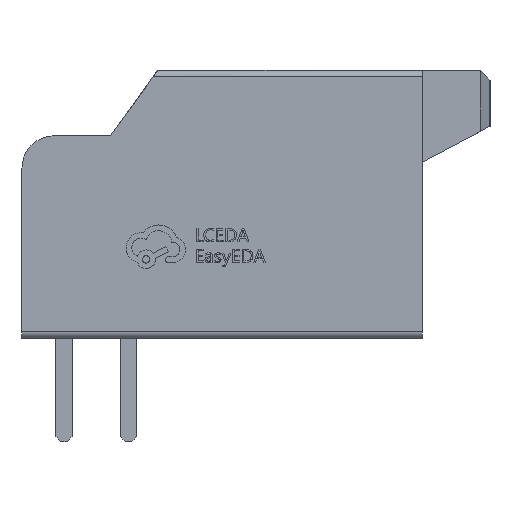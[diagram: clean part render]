
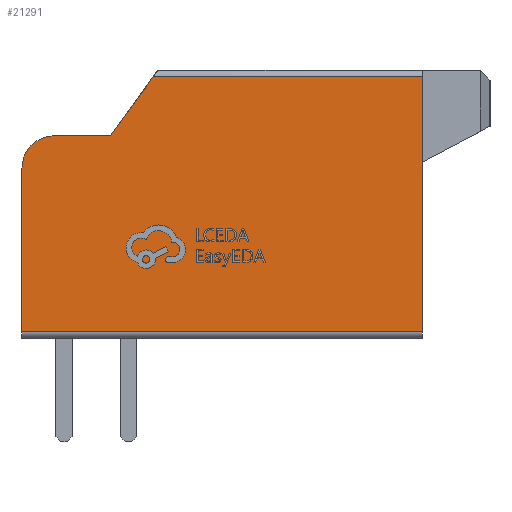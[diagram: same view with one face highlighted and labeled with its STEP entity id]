
A CAD part, left-side view. The second image highlights one B-rep face of the part: STEP entity #21291.
In plain terms, the highlighted planar face has unit normal (-1, 0, 0).
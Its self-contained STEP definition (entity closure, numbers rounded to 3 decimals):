
#325 = VECTOR ( 'NONE', #21701, 1000. ) ;
#661 = VECTOR ( 'NONE', #13037, 1000. ) ;
#944 = CARTESIAN_POINT ( 'NONE',  ( -8., -10.1, 0. ) ) ;
#1175 = DIRECTION ( 'NONE',  ( 0., 1., 0. ) ) ;
#1322 = DIRECTION ( 'NONE',  ( -1., 0., 0. ) ) ;
#1771 = CARTESIAN_POINT ( 'NONE',  ( -8., -1.909, 8.1 ) ) ;
#1862 = VERTEX_POINT ( 'NONE', #6575 ) ;
#3331 = PLANE ( 'NONE',  #13458 ) ;
#3554 = CIRCLE ( 'NONE', #4930, 1. ) ;
#3775 = VECTOR ( 'NONE', #24133, 1000. ) ;
#3836 = VERTEX_POINT ( 'NONE', #6052 ) ;
#4930 = AXIS2_PLACEMENT_3D ( 'NONE', #25640, #1322, #1175 ) ;
#5765 = DIRECTION ( 'NONE',  ( 1., 0., 0. ) ) ;
#6052 = CARTESIAN_POINT ( 'NONE',  ( -8., 2.3, 5.275 ) ) ;
#6053 = CARTESIAN_POINT ( 'NONE',  ( -8., 2.3, 6.275 ) ) ;
#6496 = CARTESIAN_POINT ( 'NONE',  ( -8., -10.1, 0.2 ) ) ;
#6575 = CARTESIAN_POINT ( 'NONE',  ( -8., 1.3, 6.275 ) ) ;
#7283 = DIRECTION ( 'NONE',  ( 0., 0., 1. ) ) ;
#8389 = EDGE_CURVE ( 'NONE', #15715, #1862, #15452, .T. ) ;
#8708 = LINE ( 'NONE', #10746, #26637 ) ;
#9689 = ORIENTED_EDGE ( 'NONE', *, *, #26952, .T. ) ;
#9980 = CARTESIAN_POINT ( 'NONE',  ( -8., 2.3, 8.3 ) ) ;
#10496 = ORIENTED_EDGE ( 'NONE', *, *, #27322, .T. ) ;
#10746 = CARTESIAN_POINT ( 'NONE',  ( -8., -0.441, 6.275 ) ) ;
#12293 = DIRECTION ( 'NONE',  ( 0., 1., 0. ) ) ;
#12372 = VECTOR ( 'NONE', #17216, 1000. ) ;
#12879 = CARTESIAN_POINT ( 'NONE',  ( -8., 2.3, 8.3 ) ) ;
#12991 = LINE ( 'NONE', #28501, #3775 ) ;
#13037 = DIRECTION ( 'NONE',  ( 0., 1., 0. ) ) ;
#13458 = AXIS2_PLACEMENT_3D ( 'NONE', #9980, #5765, #12293 ) ;
#14334 = FACE_OUTER_BOUND ( 'NONE', #23420, .T. ) ;
#14410 = LINE ( 'NONE', #944, #27608 ) ;
#15075 = LINE ( 'NONE', #12879, #325 ) ;
#15108 = DIRECTION ( 'NONE',  ( 0., 0.587, -0.81 ) ) ;
#15452 = LINE ( 'NONE', #6053, #12372 ) ;
#15715 = VERTEX_POINT ( 'NONE', #25843 ) ;
#15979 = EDGE_CURVE ( 'NONE', #19381, #19702, #23751, .T. ) ;
#17216 = DIRECTION ( 'NONE',  ( 0., 1., 0. ) ) ;
#18375 = EDGE_CURVE ( 'NONE', #21833, #19381, #14410, .T. ) ;
#18664 = ORIENTED_EDGE ( 'NONE', *, *, #8389, .T. ) ;
#19364 = ORIENTED_EDGE ( 'NONE', *, *, #22106, .T. ) ;
#19381 = VERTEX_POINT ( 'NONE', #25233 ) ;
#19702 = VERTEX_POINT ( 'NONE', #26301 ) ;
#20764 = ORIENTED_EDGE ( 'NONE', *, *, #15979, .T. ) ;
#20856 = ORIENTED_EDGE ( 'NONE', *, *, #18375, .T. ) ;
#21291 = ADVANCED_FACE ( 'NONE', ( #14334 ), #3331, .F. ) ;
#21701 = DIRECTION ( 'NONE',  ( 0., 0., -1. ) ) ;
#21833 = VERTEX_POINT ( 'NONE', #6496 ) ;
#22106 = EDGE_CURVE ( 'NONE', #26872, #21833, #12991, .T. ) ;
#23420 = EDGE_LOOP ( 'NONE', ( #10496, #19364, #20856, #20764, #9689, #18664, #25898 ) ) ;
#23751 = LINE ( 'NONE', #1771, #661 ) ;
#24133 = DIRECTION ( 'NONE',  ( 0., -1., 0. ) ) ;
#25233 = CARTESIAN_POINT ( 'NONE',  ( -8., -10.1, 8.1 ) ) ;
#25640 = CARTESIAN_POINT ( 'NONE',  ( -8., 1.3, 5.275 ) ) ;
#25843 = CARTESIAN_POINT ( 'NONE',  ( -8., -0.441, 6.275 ) ) ;
#25898 = ORIENTED_EDGE ( 'NONE', *, *, #27228, .T. ) ;
#26301 = CARTESIAN_POINT ( 'NONE',  ( -8., -1.764, 8.1 ) ) ;
#26637 = VECTOR ( 'NONE', #15108, 1000. ) ;
#26872 = VERTEX_POINT ( 'NONE', #27830 ) ;
#26952 = EDGE_CURVE ( 'NONE', #19702, #15715, #8708, .T. ) ;
#27228 = EDGE_CURVE ( 'NONE', #1862, #3836, #3554, .T. ) ;
#27322 = EDGE_CURVE ( 'NONE', #3836, #26872, #15075, .T. ) ;
#27608 = VECTOR ( 'NONE', #7283, 1000. ) ;
#27830 = CARTESIAN_POINT ( 'NONE',  ( -8., 2.3, 0.2 ) ) ;
#28501 = CARTESIAN_POINT ( 'NONE',  ( -8., 2.3, 0.2 ) ) ;
